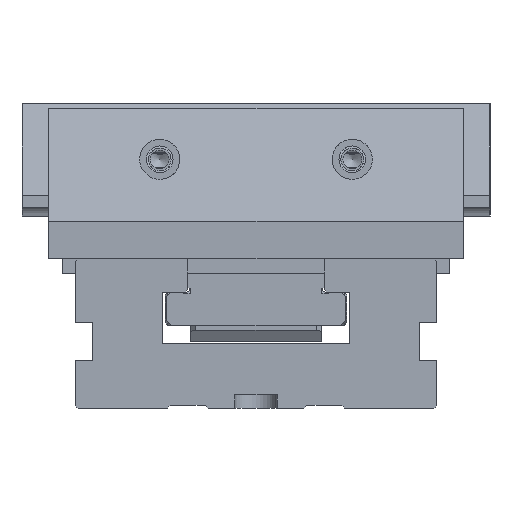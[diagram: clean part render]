
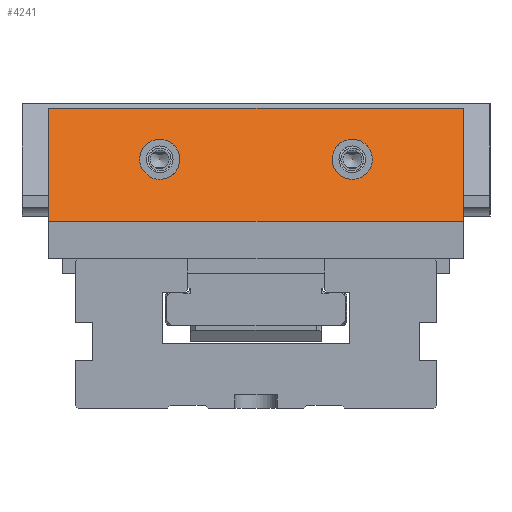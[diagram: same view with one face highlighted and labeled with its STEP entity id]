
A CAD part, left-side view. The second image highlights one B-rep face of the part: STEP entity #4241.
In plain terms, the highlighted planar face has unit normal (-0.924, 0, 0.383).
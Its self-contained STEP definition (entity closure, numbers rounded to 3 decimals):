
#103=ELLIPSE('',#11893,8.118,7.5);
#104=ELLIPSE('',#11908,8.118,7.5);
#4241=ADVANCED_FACE('',(#5009,#5010,#5011),#4633,.F.);
#4633=PLANE('',#11919);
#5009=FACE_BOUND('',#5549,.T.);
#5010=FACE_BOUND('',#5550,.T.);
#5011=FACE_BOUND('',#5551,.T.);
#5549=EDGE_LOOP('',(#7299,#7300,#7301,#7302));
#5550=EDGE_LOOP('',(#7303));
#5551=EDGE_LOOP('',(#7304));
#7299=ORIENTED_EDGE('',*,*,#9552,.T.);
#7300=ORIENTED_EDGE('',*,*,#9565,.T.);
#7301=ORIENTED_EDGE('',*,*,#9557,.T.);
#7302=ORIENTED_EDGE('',*,*,#9589,.T.);
#7303=ORIENTED_EDGE('',*,*,#9609,.F.);
#7304=ORIENTED_EDGE('',*,*,#9603,.F.);
#8629=VERTEX_POINT('',#15964);
#8630=VERTEX_POINT('',#15965);
#8633=VERTEX_POINT('',#15974);
#8634=VERTEX_POINT('',#15975);
#8665=VERTEX_POINT('',#16064);
#8672=VERTEX_POINT('',#16086);
#9552=EDGE_CURVE('',#8629,#8630,#10475,.T.);
#9557=EDGE_CURVE('',#8633,#8634,#10478,.T.);
#9565=EDGE_CURVE('',#8630,#8633,#10486,.T.);
#9589=EDGE_CURVE('',#8634,#8629,#10503,.T.);
#9603=EDGE_CURVE('',#8665,#8665,#103,.T.);
#9609=EDGE_CURVE('',#8672,#8672,#104,.T.);
#10475=LINE('',#15963,#11202);
#10478=LINE('',#15973,#11205);
#10486=LINE('',#15988,#11213);
#10503=LINE('',#16034,#11230);
#11202=VECTOR('',#13399,1.);
#11205=VECTOR('',#13408,1.);
#11213=VECTOR('',#13418,1.);
#11230=VECTOR('',#13455,1.);
#11893=AXIS2_PLACEMENT_3D('',#16063,#13490,#13491);
#11908=AXIS2_PLACEMENT_3D('',#16085,#13520,#13521);
#11919=AXIS2_PLACEMENT_3D('',#16101,#13542,#13543);
#13399=DIRECTION('',(0.,1.,0.));
#13408=DIRECTION('',(0.,-1.,0.));
#13418=DIRECTION('',(-0.383,0.,-0.924));
#13455=DIRECTION('',(0.383,0.,0.924));
#13490=DIRECTION('',(-0.924,0.,0.383));
#13491=DIRECTION('',(0.383,0.,0.924));
#13520=DIRECTION('',(-0.924,0.,0.383));
#13521=DIRECTION('',(0.383,0.,0.924));
#13542=DIRECTION('',(0.924,0.,-0.383));
#13543=DIRECTION('',(0.383,0.,0.924));
#15963=CARTESIAN_POINT('',(-110.703,67.5,69.437));
#15964=CARTESIAN_POINT('',(-110.703,-10.,69.437));
#15965=CARTESIAN_POINT('',(-110.703,145.,69.437));
#15973=CARTESIAN_POINT('',(-128.192,67.5,27.213));
#15974=CARTESIAN_POINT('',(-128.192,145.,27.213));
#15975=CARTESIAN_POINT('',(-128.192,-10.,27.213));
#15988=CARTESIAN_POINT('',(-127.2,145.,29.609));
#16034=CARTESIAN_POINT('',(-127.2,-10.,29.609));
#16063=CARTESIAN_POINT('',(-118.614,103.5,50.337));
#16064=CARTESIAN_POINT('',(-115.507,103.5,57.837));
#16085=CARTESIAN_POINT('',(-118.614,31.5,50.337));
#16086=CARTESIAN_POINT('',(-115.507,31.5,57.837));
#16101=CARTESIAN_POINT('',(-108.901,67.5,73.786));
